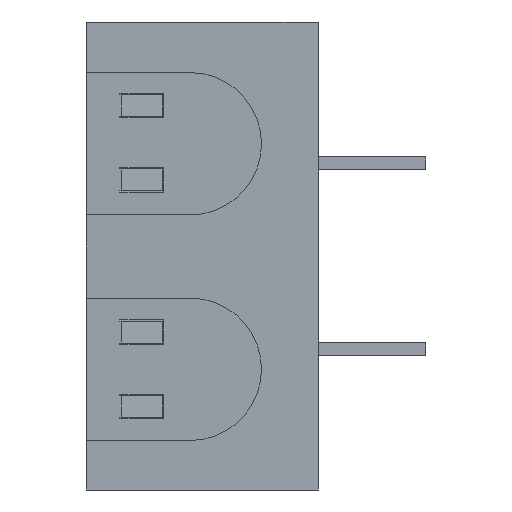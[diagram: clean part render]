
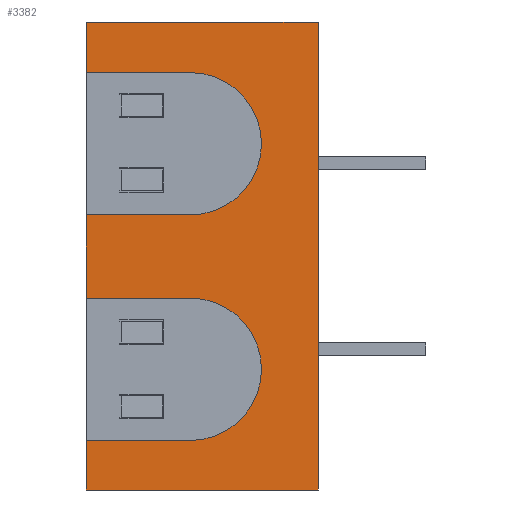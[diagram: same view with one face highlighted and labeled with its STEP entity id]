
A CAD part, left-side view. The second image highlights one B-rep face of the part: STEP entity #3382.
In plain terms, the highlighted planar face has unit normal (-1, 0, 0).
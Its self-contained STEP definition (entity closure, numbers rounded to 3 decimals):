
#6 = VECTOR ( 'NONE', #8676, 1000. ) ;
#346 = CARTESIAN_POINT ( 'NONE',  ( -28.74, 15.88, -24.037 ) ) ;
#407 = EDGE_LOOP ( 'NONE', ( #3640, #12165, #9522, #13455, #12335, #13422, #13434, #13457, #6246, #13219, #14655, #5208 ) ) ;
#447 = VECTOR ( 'NONE', #4697, 1000. ) ;
#544 = DIRECTION ( 'NONE',  ( 0., 0., 1. ) ) ;
#606 = VERTEX_POINT ( 'NONE', #11440 ) ;
#709 = VECTOR ( 'NONE', #9147, 1000. ) ;
#871 = DIRECTION ( 'NONE',  ( 0., 0., -1. ) ) ;
#896 = CARTESIAN_POINT ( 'NONE',  ( -28.74, 8.754, -5.199 ) ) ;
#1255 = EDGE_CURVE ( 'NONE', #8076, #3442, #1620, .T. ) ;
#1456 = CIRCLE ( 'NONE', #3598, 4.874 ) ;
#1620 = LINE ( 'NONE', #10636, #4593 ) ;
#1637 = DIRECTION ( 'NONE',  ( 0., 0., 1. ) ) ;
#1900 = CARTESIAN_POINT ( 'NONE',  ( -28.74, 15.88, 8.013 ) ) ;
#2225 = AXIS2_PLACEMENT_3D ( 'NONE', #5793, #6948, #871 ) ;
#2286 = CARTESIAN_POINT ( 'NONE',  ( -28.74, 0., -5.199 ) ) ;
#2460 = CARTESIAN_POINT ( 'NONE',  ( -28.74, 15.88, -16.025 ) ) ;
#2677 = LINE ( 'NONE', #9321, #10650 ) ;
#2697 = CARTESIAN_POINT ( 'NONE',  ( -28.74, 8.754, -15.772 ) ) ;
#2755 = DIRECTION ( 'NONE',  ( -1., 0., 0. ) ) ;
#2986 = LINE ( 'NONE', #8290, #6 ) ;
#3232 = LINE ( 'NONE', #12592, #6218 ) ;
#3347 = CARTESIAN_POINT ( 'NONE',  ( -28.74, 0., -20.646 ) ) ;
#3382 = ADVANCED_FACE ( 'NONE', ( #6096 ), #3543, .F. ) ;
#3442 = VERTEX_POINT ( 'NONE', #12598 ) ;
#3543 = PLANE ( 'NONE',  #2225 ) ;
#3598 = AXIS2_PLACEMENT_3D ( 'NONE', #10592, #2755, #1637 ) ;
#3640 = ORIENTED_EDGE ( 'NONE', *, *, #11536, .F. ) ;
#3665 = VECTOR ( 'NONE', #13802, 1000. ) ;
#4260 = EDGE_CURVE ( 'NONE', #5866, #11225, #10180, .T. ) ;
#4387 = VERTEX_POINT ( 'NONE', #11713 ) ;
#4424 = VERTEX_POINT ( 'NONE', #9648 ) ;
#4431 = CIRCLE ( 'NONE', #5816, 4.874 ) ;
#4593 = VECTOR ( 'NONE', #8640, 1000. ) ;
#4697 = DIRECTION ( 'NONE',  ( 0., -1., 0. ) ) ;
#5208 = ORIENTED_EDGE ( 'NONE', *, *, #13214, .T. ) ;
#5793 = CARTESIAN_POINT ( 'NONE',  ( -28.74, 15.88, -16.025 ) ) ;
#5816 = AXIS2_PLACEMENT_3D ( 'NONE', #2697, #7306, #544 ) ;
#5854 = EDGE_CURVE ( 'NONE', #11225, #14144, #4431, .T. ) ;
#5866 = VERTEX_POINT ( 'NONE', #14094 ) ;
#6096 = FACE_OUTER_BOUND ( 'NONE', #407, .T. ) ;
#6170 = LINE ( 'NONE', #11603, #13101 ) ;
#6218 = VECTOR ( 'NONE', #13739, 1000. ) ;
#6246 = ORIENTED_EDGE ( 'NONE', *, *, #1255, .T. ) ;
#6660 = CARTESIAN_POINT ( 'NONE',  ( -28.74, 8.754, -10.899 ) ) ;
#6668 = LINE ( 'NONE', #2460, #3665 ) ;
#6876 = EDGE_CURVE ( 'NONE', #4424, #8175, #14331, .T. ) ;
#6948 = DIRECTION ( 'NONE',  ( 1., 0., 0. ) ) ;
#7306 = DIRECTION ( 'NONE',  ( -1., 0., 0. ) ) ;
#8076 = VERTEX_POINT ( 'NONE', #14220 ) ;
#8097 = VERTEX_POINT ( 'NONE', #1900 ) ;
#8175 = VERTEX_POINT ( 'NONE', #896 ) ;
#8290 = CARTESIAN_POINT ( 'NONE',  ( -28.74, 15.88, 8.013 ) ) ;
#8526 = CARTESIAN_POINT ( 'NONE',  ( -28.74, 8.754, -20.646 ) ) ;
#8640 = DIRECTION ( 'NONE',  ( 0., 0., 1. ) ) ;
#8676 = DIRECTION ( 'NONE',  ( 0., -1., 0. ) ) ;
#9147 = DIRECTION ( 'NONE',  ( 0., -1., 0. ) ) ;
#9228 = DIRECTION ( 'NONE',  ( 0., -1., 0. ) ) ;
#9287 = EDGE_CURVE ( 'NONE', #606, #8097, #6170, .T. ) ;
#9321 = CARTESIAN_POINT ( 'NONE',  ( -28.74, 0., -10.899 ) ) ;
#9389 = DIRECTION ( 'NONE',  ( 0., -1., 0. ) ) ;
#9412 = EDGE_CURVE ( 'NONE', #8097, #3442, #2986, .T. ) ;
#9519 = VECTOR ( 'NONE', #9389, 1000. ) ;
#9522 = ORIENTED_EDGE ( 'NONE', *, *, #13763, .F. ) ;
#9648 = CARTESIAN_POINT ( 'NONE',  ( -28.74, 15.88, -5.199 ) ) ;
#9879 = LINE ( 'NONE', #10495, #9519 ) ;
#10180 = LINE ( 'NONE', #3347, #447 ) ;
#10495 = CARTESIAN_POINT ( 'NONE',  ( -28.74, 0., 4.549 ) ) ;
#10588 = VECTOR ( 'NONE', #13851, 1000. ) ;
#10592 = CARTESIAN_POINT ( 'NONE',  ( -28.74, 8.754, -0.325 ) ) ;
#10636 = CARTESIAN_POINT ( 'NONE',  ( -28.74, 0., -16.025 ) ) ;
#10650 = VECTOR ( 'NONE', #9228, 1000. ) ;
#10981 = EDGE_CURVE ( 'NONE', #4387, #5866, #3232, .T. ) ;
#11225 = VERTEX_POINT ( 'NONE', #8526 ) ;
#11440 = CARTESIAN_POINT ( 'NONE',  ( -28.74, 15.88, 4.549 ) ) ;
#11536 = EDGE_CURVE ( 'NONE', #8175, #14046, #1456, .T. ) ;
#11603 = CARTESIAN_POINT ( 'NONE',  ( -28.74, 15.88, -16.025 ) ) ;
#11713 = CARTESIAN_POINT ( 'NONE',  ( -28.74, 15.88, -24.037 ) ) ;
#11892 = CARTESIAN_POINT ( 'NONE',  ( -28.74, 15.88, -10.899 ) ) ;
#11913 = EDGE_CURVE ( 'NONE', #12702, #14144, #2677, .T. ) ;
#12035 = CARTESIAN_POINT ( 'NONE',  ( -28.74, 8.754, 4.549 ) ) ;
#12165 = ORIENTED_EDGE ( 'NONE', *, *, #6876, .F. ) ;
#12335 = ORIENTED_EDGE ( 'NONE', *, *, #5854, .F. ) ;
#12592 = CARTESIAN_POINT ( 'NONE',  ( -28.74, 15.88, -16.025 ) ) ;
#12598 = CARTESIAN_POINT ( 'NONE',  ( -28.74, 0., 8.013 ) ) ;
#12702 = VERTEX_POINT ( 'NONE', #11892 ) ;
#13101 = VECTOR ( 'NONE', #13738, 1000. ) ;
#13214 = EDGE_CURVE ( 'NONE', #606, #14046, #9879, .T. ) ;
#13219 = ORIENTED_EDGE ( 'NONE', *, *, #9412, .F. ) ;
#13422 = ORIENTED_EDGE ( 'NONE', *, *, #4260, .F. ) ;
#13434 = ORIENTED_EDGE ( 'NONE', *, *, #10981, .F. ) ;
#13455 = ORIENTED_EDGE ( 'NONE', *, *, #11913, .T. ) ;
#13457 = ORIENTED_EDGE ( 'NONE', *, *, #13771, .T. ) ;
#13601 = LINE ( 'NONE', #346, #10588 ) ;
#13738 = DIRECTION ( 'NONE',  ( 0., 0., 1. ) ) ;
#13739 = DIRECTION ( 'NONE',  ( 0., 0., 1. ) ) ;
#13763 = EDGE_CURVE ( 'NONE', #12702, #4424, #6668, .T. ) ;
#13771 = EDGE_CURVE ( 'NONE', #4387, #8076, #13601, .T. ) ;
#13802 = DIRECTION ( 'NONE',  ( 0., 0., 1. ) ) ;
#13851 = DIRECTION ( 'NONE',  ( 0., -1., 0. ) ) ;
#14046 = VERTEX_POINT ( 'NONE', #12035 ) ;
#14094 = CARTESIAN_POINT ( 'NONE',  ( -28.74, 15.88, -20.646 ) ) ;
#14144 = VERTEX_POINT ( 'NONE', #6660 ) ;
#14220 = CARTESIAN_POINT ( 'NONE',  ( -28.74, 0., -24.037 ) ) ;
#14331 = LINE ( 'NONE', #2286, #709 ) ;
#14655 = ORIENTED_EDGE ( 'NONE', *, *, #9287, .F. ) ;
